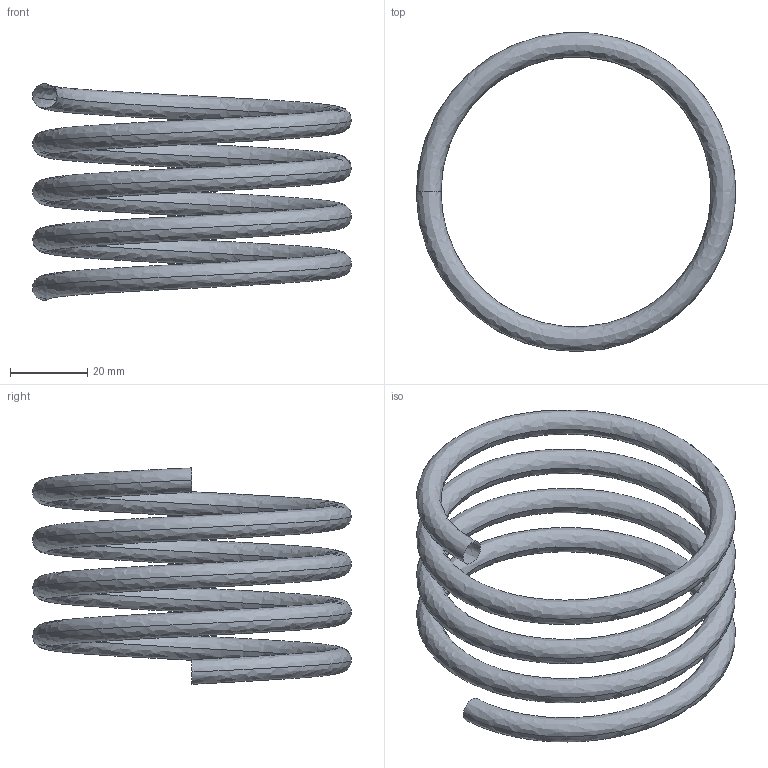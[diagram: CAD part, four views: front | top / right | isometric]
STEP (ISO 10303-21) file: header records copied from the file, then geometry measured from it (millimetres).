
FILE_DESCRIPTION(/* description */ (''),/* implementation_level */ '2;1');
FILE_NAME(/* name */ 'spring',/* time_stamp */ '2025-01-18T19:21:25-07:00',/* author */ (''),/* organization */ (''),/* preprocessor_version */ 'ST-DEVELOPER v19.2',/* originating_system */ 'Rhino 8.14',/* authorisation */ '');
FILE_SCHEMA (('CONFIG_CONTROL_DESIGN'));
Length unit declared in the file: metre
Products named in the file (1): Document
Bounding box: 82.53 x 82.51 x 56.02 mm (x, y, z)
Surface area: 19122.3 mm2 (no closed solid volume)
Topology: 0 solids, 1 shells, 2 faces, 6 edges, 4 vertices
Faces by surface type: bspline 2
Entity records: 804 total; most frequent: CARTESIAN_POINT 668, DIRECTION 12, ORIENTED_EDGE 8, ORGANIZATION 7, PERSON_AND_ORGANIZATION 7, EDGE_CURVE 6, AXIS2_PLACEMENT_3D 6, LOCAL_TIME 5
